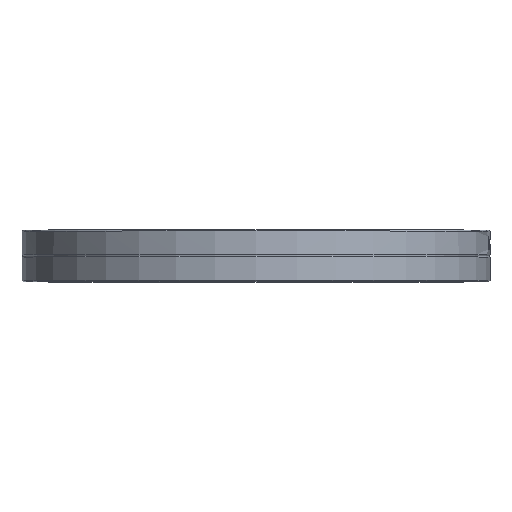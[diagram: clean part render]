
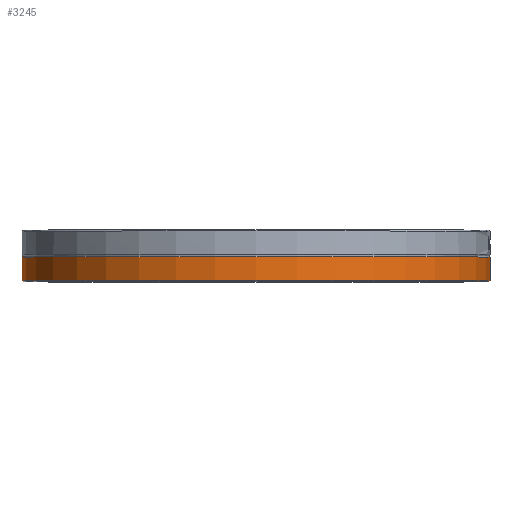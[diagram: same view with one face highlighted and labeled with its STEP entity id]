
A CAD part, top view. The second image highlights one B-rep face of the part: STEP entity #3245.
In plain terms, the highlighted cylindrical face has radius 101.5 mm (diameter 203 mm), a full revolution.
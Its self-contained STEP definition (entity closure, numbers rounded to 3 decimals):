
#319=CYLINDRICAL_SURFACE('',#3503,101.5);
#376=FACE_OUTER_BOUND('',#598,.T.);
#598=EDGE_LOOP('',(#2275,#2276,#2277,#2278,#2279,#2280));
#817=LINE('',#4680,#1008);
#1008=VECTOR('',#3899,101.5);
#1198=CIRCLE('',#3478,101.5);
#1199=CIRCLE('',#3479,101.5);
#1222=CIRCLE('',#3504,101.5);
#1223=CIRCLE('',#3505,101.5);
#1371=VERTEX_POINT('',#4625);
#1372=VERTEX_POINT('',#4626);
#1395=VERTEX_POINT('',#4676);
#1396=VERTEX_POINT('',#4677);
#1709=EDGE_CURVE('',#1371,#1372,#1198,.T.);
#1710=EDGE_CURVE('',#1372,#1371,#1199,.T.);
#1734=EDGE_CURVE('',#1395,#1396,#1222,.T.);
#1735=EDGE_CURVE('',#1396,#1395,#1223,.T.);
#1736=EDGE_CURVE('',#1396,#1372,#817,.T.);
#2275=ORIENTED_EDGE('',*,*,#1734,.F.);
#2276=ORIENTED_EDGE('',*,*,#1735,.F.);
#2277=ORIENTED_EDGE('',*,*,#1736,.T.);
#2278=ORIENTED_EDGE('',*,*,#1709,.F.);
#2279=ORIENTED_EDGE('',*,*,#1710,.F.);
#2280=ORIENTED_EDGE('',*,*,#1736,.F.);
#3245=ADVANCED_FACE('',(#376),#319,.T.);
#3478=AXIS2_PLACEMENT_3D('',#4627,#3842,#3843);
#3479=AXIS2_PLACEMENT_3D('',#4628,#3844,#3845);
#3503=AXIS2_PLACEMENT_3D('',#4675,#3893,#3894);
#3504=AXIS2_PLACEMENT_3D('',#4678,#3895,#3896);
#3505=AXIS2_PLACEMENT_3D('',#4679,#3897,#3898);
#3842=DIRECTION('center_axis',(0.,-1.,0.));
#3843=DIRECTION('ref_axis',(1.,0.,0.));
#3844=DIRECTION('center_axis',(0.,-1.,0.));
#3845=DIRECTION('ref_axis',(1.,0.,0.));
#3893=DIRECTION('center_axis',(0.,1.,0.));
#3894=DIRECTION('ref_axis',(-1.,0.,0.));
#3895=DIRECTION('center_axis',(0.,1.,0.));
#3896=DIRECTION('ref_axis',(1.,0.,0.));
#3897=DIRECTION('center_axis',(0.,1.,0.));
#3898=DIRECTION('ref_axis',(1.,0.,0.));
#3899=DIRECTION('',(0.,-1.,0.));
#4625=CARTESIAN_POINT('',(-101.5,0.5,0.));
#4626=CARTESIAN_POINT('',(101.5,0.5,0.));
#4627=CARTESIAN_POINT('Origin',(0.,0.5,0.));
#4628=CARTESIAN_POINT('Origin',(0.,0.5,0.));
#4675=CARTESIAN_POINT('Origin',(0.,5.356,0.));
#4676=CARTESIAN_POINT('',(0.,10.713,-101.5));
#4677=CARTESIAN_POINT('',(101.5,10.713,0.));
#4678=CARTESIAN_POINT('Origin',(0.,10.713,0.));
#4679=CARTESIAN_POINT('Origin',(0.,10.713,0.));
#4680=CARTESIAN_POINT('',(101.5,5.356,0.));
